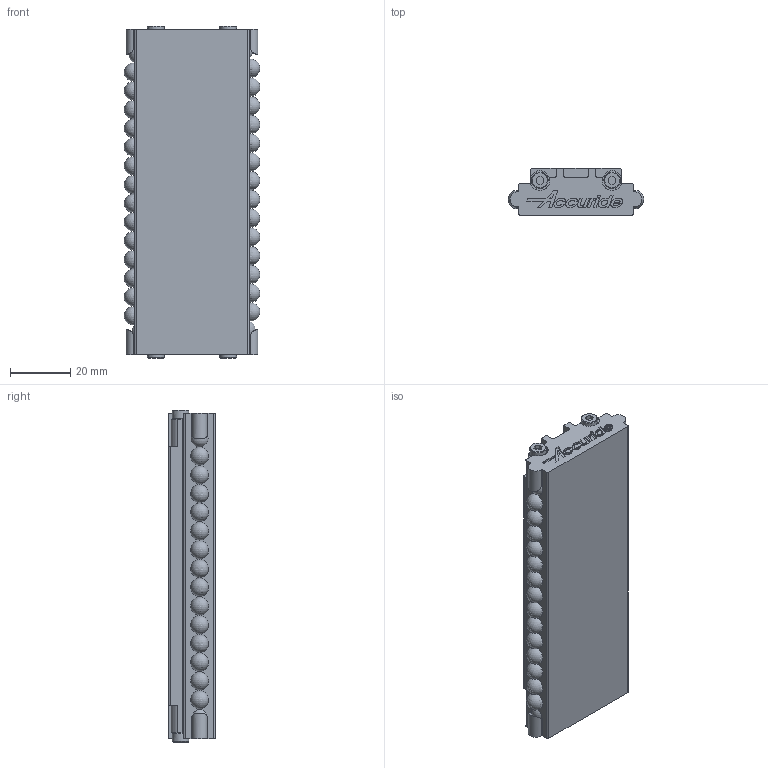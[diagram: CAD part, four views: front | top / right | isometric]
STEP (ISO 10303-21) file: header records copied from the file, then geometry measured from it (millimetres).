
FILE_DESCRIPTION(/* description */ (''),/* implementation_level */ '2;1');
FILE_NAME(/* name */ 'DS0118-CASSRC-WEB.stp',/* time_stamp */ '2023-03-16T16:04:11+00:00',/* author */ ('rmale'),/* organization */ (''),/* preprocessor_version */ 'ST-DEVELOPER v18',/* originating_system */ 'Autodesk Inventor 2020',/* authorisation */ '');
FILE_SCHEMA (('AUTOMOTIVE_DESIGN { 1 0 10303 214 3 1 1 }'));
Length unit declared in the file: millimetre
Products named in the file (1): DS0118-CASSRC-WEB
Bounding box: 45 x 15.5 x 110 mm (x, y, z)
Volume: 59090.9 mm3; surface area: 15304 mm2
Topology: 1 solids, 1 shells, 588 faces, 1648 edges, 1103 vertices
Faces by surface type: plane 233, bspline 220, cylinder 87, sphere 40, cone 8
Full cylindrical faces by diameter (mm): 4.134 x5, 5.5 x4, 6 x2
Entity records: 20368 total; most frequent: CARTESIAN_POINT 6070, ORIENTED_EDGE 3184, DIRECTION 2129, EDGE_CURVE 1592, VERTEX_POINT 1103, LINE 873, VECTOR 873, EDGE_LOOP 685
